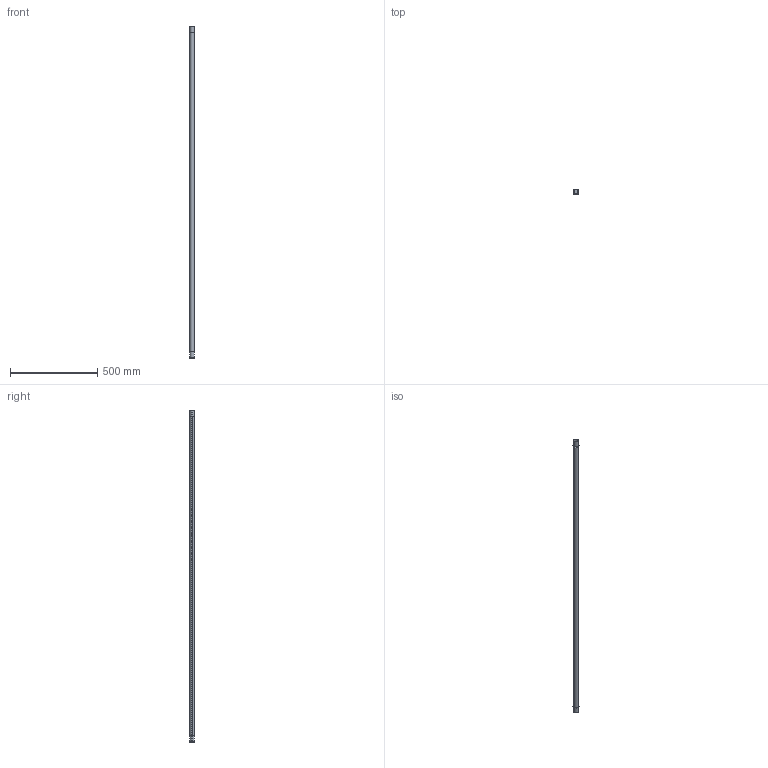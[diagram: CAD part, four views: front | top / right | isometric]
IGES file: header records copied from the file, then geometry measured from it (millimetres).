
Start section:  PTC IGES file: 1139r-6.igs
Global section: file name: 1139r-6.igs; native system: Creo Parametric by Parametric Technology Corporation; preprocessor: 2013150; author: rsmith; organization: Unknown; date: 20150901.165436; units: inch
Bounding box: 29.79 x 29.79 x 1901.95 mm (x, y, z)
Surface area: 618768.2 mm2 (no closed solid volume)
Topology: 0 solids, 0 shells, 14 faces, 138 edges, 174 vertices
Faces by surface type: revolution 8, bspline 6
